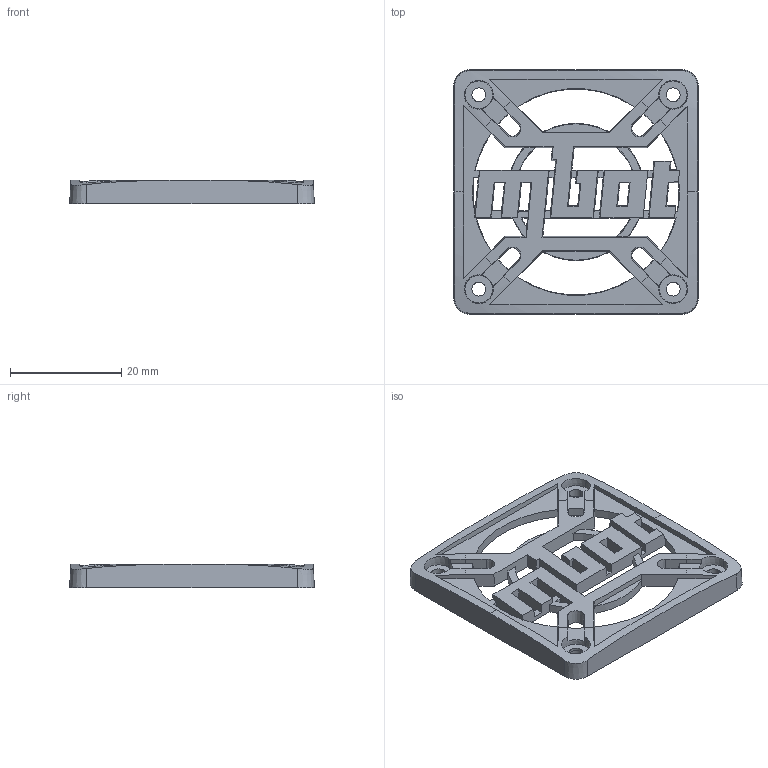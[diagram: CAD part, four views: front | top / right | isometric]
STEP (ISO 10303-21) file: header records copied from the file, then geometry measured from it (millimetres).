
FILE_DESCRIPTION((''),'2;1');
FILE_NAME('COVER_MOD','2014-01-08T',('magicfirm-xx'),(''),'PRO/ENGINEER BY PARAMETRIC TECHNOLOGY CORPORATION, 2012130','PRO/ENGINEER BY PARAMETRIC TECHNOLOGY CORPORATION, 2012130','');
FILE_SCHEMA(('CONFIG_CONTROL_DESIGN'));
Length unit declared in the file: millimetre
Products named in the file (1): COVER_MOD
Bounding box: 44.08 x 44.08 x 4.3 mm (x, y, z)
Volume: 2952.1 mm3; surface area: 5087.1 mm2
Topology: 1 solids, 1 shells, 186 faces, 599 edges, 398 vertices
Faces by surface type: plane 118, cone 38, cylinder 20, extrusion 8, bspline 2
Entity records: 7173 total; most frequent: CARTESIAN_POINT 1853, ORIENTED_EDGE 1198, DIRECTION 977, EDGE_CURVE 599, VERTEX_POINT 398, VECTOR 381, LINE 373, AXIS2_PLACEMENT_3D 298
